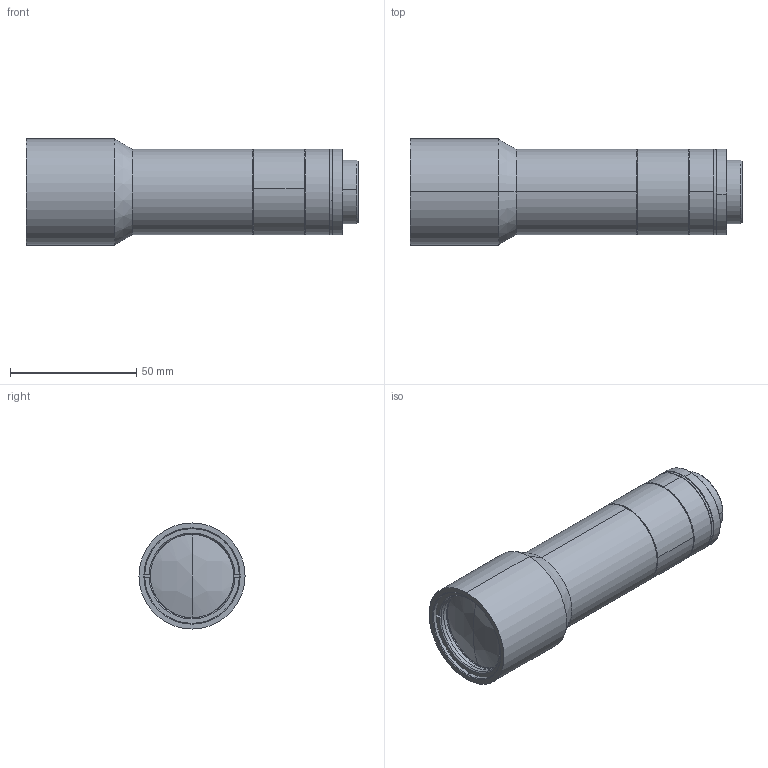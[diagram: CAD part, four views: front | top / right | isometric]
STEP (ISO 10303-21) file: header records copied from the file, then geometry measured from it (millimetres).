
FILE_DESCRIPTION (( 'STEP AP214' ), '1' );
FILE_NAME ('TTL11.5-25-50C.STEP', '2023-05-12T05:56:25', ( '' ), ( '' ), 'SwSTEP 2.0', 'SolidWorks 2022', '' );
FILE_SCHEMA (( 'AUTOMOTIVE_DESIGN' ));
Length unit declared in the file: millimetre
Products named in the file (1): TTL11.5-25-50C
Bounding box: 131.5 x 42 x 42 mm (x, y, z)
Volume: 90463.5 mm3; surface area: 42782.7 mm2
Topology: 17 solids, 17 shells, 290 faces, 644 edges, 408 vertices
Faces by surface type: cylinder 108, cone 80, plane 72, bspline 30
Entity records: 12646 total; most frequent: CARTESIAN_POINT 2647, DIRECTION 1506, ORIENTED_EDGE 1288, EDGE_CURVE 644, AXIS2_PLACEMENT_3D 639, VERTEX_POINT 408, CIRCLE 378, EDGE_LOOP 338
